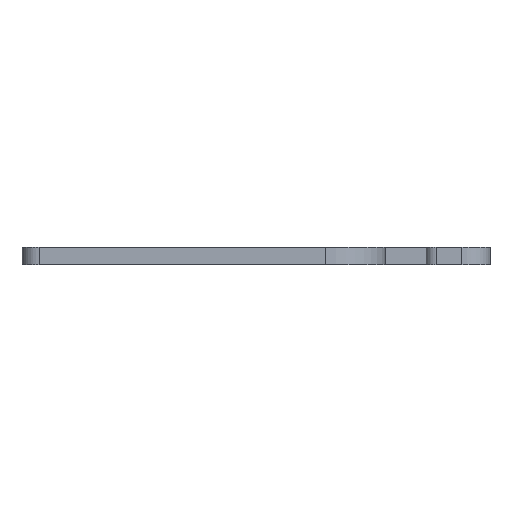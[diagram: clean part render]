
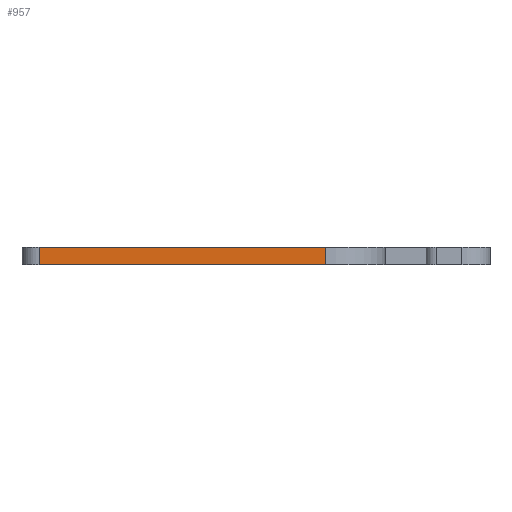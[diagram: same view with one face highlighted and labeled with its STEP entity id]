
A CAD part, left-side view. The second image highlights one B-rep face of the part: STEP entity #957.
In plain terms, the highlighted planar face has unit normal (-1, 0, 0).
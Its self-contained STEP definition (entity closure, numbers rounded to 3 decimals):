
#298=CARTESIAN_POINT('',(-20.0,2.2,-0.5));
#299=VERTEX_POINT('',#298);
#307=CARTESIAN_POINT('',(-20.,19.0,-0.5));
#308=VERTEX_POINT('',#307);
#309=CARTESIAN_POINT('',(-20.,19.0,-0.5));
#310=DIRECTION('',(0.0,-1.0,0.0));
#311=VECTOR('',#310,16.8);
#312=LINE('',#309,#311);
#313=EDGE_CURVE('',#308,#299,#312,.T.);
#503=CARTESIAN_POINT('',(-20.0,2.2,0.5));
#504=VERTEX_POINT('',#503);
#512=CARTESIAN_POINT('',(-20.0,2.2,0.5));
#513=DIRECTION('',(0.0,0.0,-1.0));
#514=VECTOR('',#513,1.0);
#515=LINE('',#512,#514);
#516=EDGE_CURVE('',#504,#299,#515,.T.);
#921=CARTESIAN_POINT('',(-20.,19.0,0.5));
#922=VERTEX_POINT('',#921);
#932=CARTESIAN_POINT('',(-20.,19.0,-0.5));
#933=DIRECTION('',(0.0,0.0,1.0));
#934=VECTOR('',#933,1.0);
#935=LINE('',#932,#934);
#936=EDGE_CURVE('',#308,#922,#935,.T.);
#941=CARTESIAN_POINT('',(-20.0,-1.3,0.0));
#942=DIRECTION('',(-1.0,0.0,0.0));
#943=DIRECTION('',(0.0,0.0,1.0));
#944=AXIS2_PLACEMENT_3D('',#941,#942,#943);
#945=PLANE('',#944);
#946=ORIENTED_EDGE('',*,*,#516,.F.);
#947=CARTESIAN_POINT('',(-20.0,2.2,0.5));
#948=DIRECTION('',(0.0,1.0,0.0));
#949=VECTOR('',#948,16.8);
#950=LINE('',#947,#949);
#951=EDGE_CURVE('',#504,#922,#950,.T.);
#952=ORIENTED_EDGE('',*,*,#951,.T.);
#953=ORIENTED_EDGE('',*,*,#936,.F.);
#954=ORIENTED_EDGE('',*,*,#313,.T.);
#955=EDGE_LOOP('',(#946,#952,#953,#954));
#956=FACE_OUTER_BOUND('',#955,.T.);
#957=ADVANCED_FACE('',(#956),#945,.T.);
